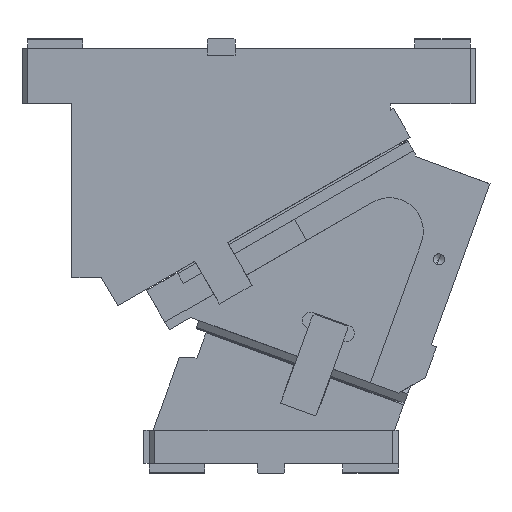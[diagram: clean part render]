
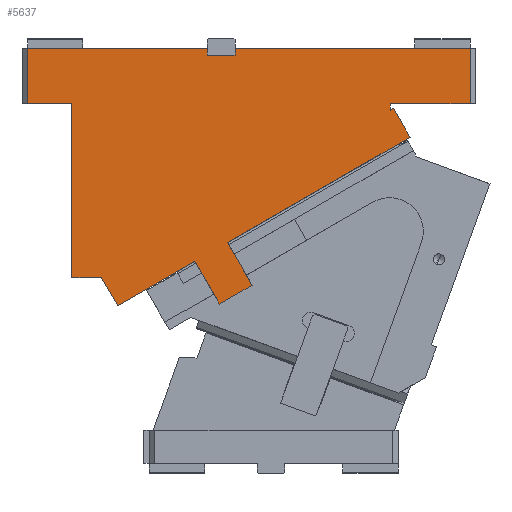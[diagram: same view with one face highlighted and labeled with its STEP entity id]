
A CAD part, front view. The second image highlights one B-rep face of the part: STEP entity #5637.
In plain terms, the highlighted planar face has unit normal (0, -1, 0).
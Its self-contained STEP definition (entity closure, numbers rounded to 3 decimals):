
#188=CARTESIAN_POINT('Vertex',(192.5,-175.,0.)) ;
#202=CARTESIAN_POINT('Vertex',(192.5,-175.,-6.)) ;
#205=CARTESIAN_POINT('Line Origine',(192.5,-175.,-3.)) ;
#1163=CARTESIAN_POINT('Vertex',(167.5,-175.,-6.)) ;
#1168=CARTESIAN_POINT('Line Origine',(180.,-175.,-6.)) ;
#1415=CARTESIAN_POINT('Vertex',(5.,-175.,0.)) ;
#1418=CARTESIAN_POINT('Line Origine',(86.25,-175.,0.)) ;
#1422=CARTESIAN_POINT('Vertex',(167.5,-175.,0.)) ;
#1680=CARTESIAN_POINT('Vertex',(86.567,-175.,-232.63)) ;
#1683=CARTESIAN_POINT('Line Origine',(79.067,-175.,-219.639)) ;
#1687=CARTESIAN_POINT('Vertex',(71.567,-175.,-206.649)) ;
#1769=CARTESIAN_POINT('Vertex',(350.705,-175.,-80.13)) ;
#1772=CARTESIAN_POINT('Line Origine',(268.216,-175.,-127.755)) ;
#1776=CARTESIAN_POINT('Vertex',(185.727,-175.,-175.38)) ;
#1797=CARTESIAN_POINT('Vertex',(156.282,-175.,-192.38)) ;
#1800=CARTESIAN_POINT('Line Origine',(142.209,-175.,-200.505)) ;
#1804=CARTESIAN_POINT('Vertex',(128.136,-175.,-208.63)) ;
#1807=CARTESIAN_POINT('Line Origine',(107.352,-175.,-220.63)) ;
#2066=CARTESIAN_POINT('Vertex',(333.,-175.,-50.)) ;
#2069=CARTESIAN_POINT('Line Origine',(333.,-175.,-52.855)) ;
#2073=CARTESIAN_POINT('Vertex',(333.,-175.,-55.711)) ;
#2501=CARTESIAN_POINT('Vertex',(5.,-175.,-50.)) ;
#2504=CARTESIAN_POINT('Line Origine',(5.,-175.,-25.)) ;
#2963=CARTESIAN_POINT('Line Origine',(71.263,-175.,-206.825)) ;
#2967=CARTESIAN_POINT('Vertex',(70.959,-175.,-207.)) ;
#3034=CARTESIAN_POINT('Line Origine',(196.852,-175.,-194.649)) ;
#3038=CARTESIAN_POINT('Vertex',(207.977,-175.,-213.918)) ;
#3144=CARTESIAN_POINT('Line Origine',(334.352,-175.,-54.93)) ;
#3148=CARTESIAN_POINT('Vertex',(335.705,-175.,-54.149)) ;
#4619=CARTESIAN_POINT('Line Origine',(193.255,-175.,-222.418)) ;
#4623=CARTESIAN_POINT('Vertex',(178.532,-175.,-230.918)) ;
#4643=CARTESIAN_POINT('Line Origine',(57.98,-175.,-207.)) ;
#4647=CARTESIAN_POINT('Vertex',(45.,-175.,-207.)) ;
#4901=CARTESIAN_POINT('Line Origine',(167.407,-175.,-211.649)) ;
#4942=CARTESIAN_POINT('Line Origine',(343.205,-175.,-67.139)) ;
#5177=CARTESIAN_POINT('Line Origine',(167.5,-175.,-3.)) ;
#5370=CARTESIAN_POINT('Line Origine',(45.,-175.,-128.5)) ;
#5374=CARTESIAN_POINT('Vertex',(45.,-175.,-50.)) ;
#5404=CARTESIAN_POINT('Line Origine',(25.,-175.,-50.)) ;
#5589=CARTESIAN_POINT('Axis2P3D Location',(0.,-175.,0.)) ;
#5594=CARTESIAN_POINT('Line Origine',(369.,-175.,-50.)) ;
#5598=CARTESIAN_POINT('Vertex',(405.,-175.,-50.)) ;
#5601=CARTESIAN_POINT('Line Origine',(405.,-175.,-25.)) ;
#5605=CARTESIAN_POINT('Vertex',(405.,-175.,0.)) ;
#5608=CARTESIAN_POINT('Line Origine',(298.75,-175.,0.)) ;
#206=DIRECTION('Vector Direction',(0.,0.,-1.)) ;
#1169=DIRECTION('Vector Direction',(1.,0.,0.)) ;
#1419=DIRECTION('Vector Direction',(1.,0.,0.)) ;
#1684=DIRECTION('Vector Direction',(0.5,0.,-0.866)) ;
#1773=DIRECTION('Vector Direction',(-0.866,0.,-0.5)) ;
#1801=DIRECTION('Vector Direction',(-0.866,0.,-0.5)) ;
#1808=DIRECTION('Vector Direction',(0.866,0.,0.5)) ;
#2070=DIRECTION('Vector Direction',(0.,0.,-1.)) ;
#2505=DIRECTION('Vector Direction',(0.,0.,-1.)) ;
#2964=DIRECTION('Vector Direction',(-0.866,0.,-0.5)) ;
#3035=DIRECTION('Vector Direction',(-0.5,0.,0.866)) ;
#3145=DIRECTION('Vector Direction',(0.866,0.,0.5)) ;
#4620=DIRECTION('Vector Direction',(0.866,0.,0.5)) ;
#4644=DIRECTION('Vector Direction',(-1.,0.,0.)) ;
#4902=DIRECTION('Vector Direction',(-0.5,0.,0.866)) ;
#4943=DIRECTION('Vector Direction',(0.5,0.,-0.866)) ;
#5178=DIRECTION('Vector Direction',(0.,0.,1.)) ;
#5371=DIRECTION('Vector Direction',(0.,0.,-1.)) ;
#5405=DIRECTION('Vector Direction',(1.,0.,0.)) ;
#5590=DIRECTION('Axis2P3D Direction',(0.,1.,0.)) ;
#5591=DIRECTION('Axis2P3D XDirection',(0.,0.,1.)) ;
#5595=DIRECTION('Vector Direction',(1.,0.,0.)) ;
#5602=DIRECTION('Vector Direction',(0.,0.,-1.)) ;
#5609=DIRECTION('Vector Direction',(-1.,0.,0.)) ;
#5592=AXIS2_PLACEMENT_3D('Plane Axis2P3D',#5589,#5590,#5591) ;
#5614=ORIENTED_EDGE('',*,*,#1172,.F.) ;
#5615=ORIENTED_EDGE('',*,*,#5181,.T.) ;
#5616=ORIENTED_EDGE('',*,*,#1424,.F.) ;
#5617=ORIENTED_EDGE('',*,*,#2508,.T.) ;
#5618=ORIENTED_EDGE('',*,*,#5408,.T.) ;
#5619=ORIENTED_EDGE('',*,*,#5376,.T.) ;
#5620=ORIENTED_EDGE('',*,*,#4649,.F.) ;
#5621=ORIENTED_EDGE('',*,*,#2969,.F.) ;
#5622=ORIENTED_EDGE('',*,*,#1689,.T.) ;
#5623=ORIENTED_EDGE('',*,*,#1811,.T.) ;
#5624=ORIENTED_EDGE('',*,*,#1806,.T.) ;
#5625=ORIENTED_EDGE('',*,*,#4905,.F.) ;
#5626=ORIENTED_EDGE('',*,*,#4625,.T.) ;
#5627=ORIENTED_EDGE('',*,*,#3040,.T.) ;
#5628=ORIENTED_EDGE('',*,*,#1778,.T.) ;
#5629=ORIENTED_EDGE('',*,*,#4946,.T.) ;
#5630=ORIENTED_EDGE('',*,*,#3150,.T.) ;
#5631=ORIENTED_EDGE('',*,*,#2075,.F.) ;
#5632=ORIENTED_EDGE('',*,*,#5600,.T.) ;
#5633=ORIENTED_EDGE('',*,*,#5607,.F.) ;
#5634=ORIENTED_EDGE('',*,*,#5612,.T.) ;
#5635=ORIENTED_EDGE('',*,*,#209,.T.) ;
#207=VECTOR('Line Direction',#206,1.) ;
#1170=VECTOR('Line Direction',#1169,1.) ;
#1420=VECTOR('Line Direction',#1419,1.) ;
#1685=VECTOR('Line Direction',#1684,1.) ;
#1774=VECTOR('Line Direction',#1773,1.) ;
#1802=VECTOR('Line Direction',#1801,1.) ;
#1809=VECTOR('Line Direction',#1808,1.) ;
#2071=VECTOR('Line Direction',#2070,1.) ;
#2506=VECTOR('Line Direction',#2505,1.) ;
#2965=VECTOR('Line Direction',#2964,1.) ;
#3036=VECTOR('Line Direction',#3035,1.) ;
#3146=VECTOR('Line Direction',#3145,1.) ;
#4621=VECTOR('Line Direction',#4620,1.) ;
#4645=VECTOR('Line Direction',#4644,1.) ;
#4903=VECTOR('Line Direction',#4902,1.) ;
#4944=VECTOR('Line Direction',#4943,1.) ;
#5179=VECTOR('Line Direction',#5178,1.) ;
#5372=VECTOR('Line Direction',#5371,1.) ;
#5406=VECTOR('Line Direction',#5405,1.) ;
#5596=VECTOR('Line Direction',#5595,1.) ;
#5603=VECTOR('Line Direction',#5602,1.) ;
#5610=VECTOR('Line Direction',#5609,1.) ;
#5637=ADVANCED_FACE('CAM HOLDER',(#5636),#5593,.F.) ;
#209=EDGE_CURVE('',#189,#203,#208,.T.) ;
#1172=EDGE_CURVE('',#1164,#203,#1171,.T.) ;
#1424=EDGE_CURVE('',#1416,#1423,#1421,.T.) ;
#1689=EDGE_CURVE('',#1688,#1681,#1686,.T.) ;
#1778=EDGE_CURVE('',#1777,#1770,#1775,.F.) ;
#1806=EDGE_CURVE('',#1805,#1798,#1803,.F.) ;
#1811=EDGE_CURVE('',#1681,#1805,#1810,.T.) ;
#2075=EDGE_CURVE('',#2067,#2074,#2072,.T.) ;
#2508=EDGE_CURVE('',#1416,#2502,#2507,.T.) ;
#2969=EDGE_CURVE('',#1688,#2968,#2966,.T.) ;
#3040=EDGE_CURVE('',#3039,#1777,#3037,.T.) ;
#3150=EDGE_CURVE('',#3149,#2074,#3147,.F.) ;
#4625=EDGE_CURVE('',#4624,#3039,#4622,.T.) ;
#4649=EDGE_CURVE('',#2968,#4648,#4646,.T.) ;
#4905=EDGE_CURVE('',#4624,#1798,#4904,.T.) ;
#4946=EDGE_CURVE('',#1770,#3149,#4945,.F.) ;
#5181=EDGE_CURVE('',#1164,#1423,#5180,.T.) ;
#5376=EDGE_CURVE('',#5375,#4648,#5373,.T.) ;
#5408=EDGE_CURVE('',#2502,#5375,#5407,.T.) ;
#5600=EDGE_CURVE('',#2067,#5599,#5597,.T.) ;
#5607=EDGE_CURVE('',#5606,#5599,#5604,.T.) ;
#5612=EDGE_CURVE('',#5606,#189,#5611,.T.) ;
#5613=EDGE_LOOP('',(#5614,#5615,#5616,#5617,#5618,#5619,#5620,#5621,#5622,#5623,#5624,#5625,#5626,#5627,#5628,#5629,#5630,#5631,#5632,#5633,#5634,#5635)) ;
#5636=FACE_OUTER_BOUND('',#5613,.T.) ;
#208=LINE('Line',#205,#207) ;
#1171=LINE('Line',#1168,#1170) ;
#1421=LINE('Line',#1418,#1420) ;
#1686=LINE('Line',#1683,#1685) ;
#1775=LINE('Line',#1772,#1774) ;
#1803=LINE('Line',#1800,#1802) ;
#1810=LINE('Line',#1807,#1809) ;
#2072=LINE('Line',#2069,#2071) ;
#2507=LINE('Line',#2504,#2506) ;
#2966=LINE('Line',#2963,#2965) ;
#3037=LINE('Line',#3034,#3036) ;
#3147=LINE('Line',#3144,#3146) ;
#4622=LINE('Line',#4619,#4621) ;
#4646=LINE('Line',#4643,#4645) ;
#4904=LINE('Line',#4901,#4903) ;
#4945=LINE('Line',#4942,#4944) ;
#5180=LINE('Line',#5177,#5179) ;
#5373=LINE('Line',#5370,#5372) ;
#5407=LINE('Line',#5404,#5406) ;
#5597=LINE('Line',#5594,#5596) ;
#5604=LINE('Line',#5601,#5603) ;
#5611=LINE('Line',#5608,#5610) ;
#5593=PLANE('Plane',#5592) ;
#189=VERTEX_POINT('',#188) ;
#203=VERTEX_POINT('',#202) ;
#1164=VERTEX_POINT('',#1163) ;
#1416=VERTEX_POINT('',#1415) ;
#1423=VERTEX_POINT('',#1422) ;
#1681=VERTEX_POINT('',#1680) ;
#1688=VERTEX_POINT('',#1687) ;
#1770=VERTEX_POINT('',#1769) ;
#1777=VERTEX_POINT('',#1776) ;
#1798=VERTEX_POINT('',#1797) ;
#1805=VERTEX_POINT('',#1804) ;
#2067=VERTEX_POINT('',#2066) ;
#2074=VERTEX_POINT('',#2073) ;
#2502=VERTEX_POINT('',#2501) ;
#2968=VERTEX_POINT('',#2967) ;
#3039=VERTEX_POINT('',#3038) ;
#3149=VERTEX_POINT('',#3148) ;
#4624=VERTEX_POINT('',#4623) ;
#4648=VERTEX_POINT('',#4647) ;
#5375=VERTEX_POINT('',#5374) ;
#5599=VERTEX_POINT('',#5598) ;
#5606=VERTEX_POINT('',#5605) ;
